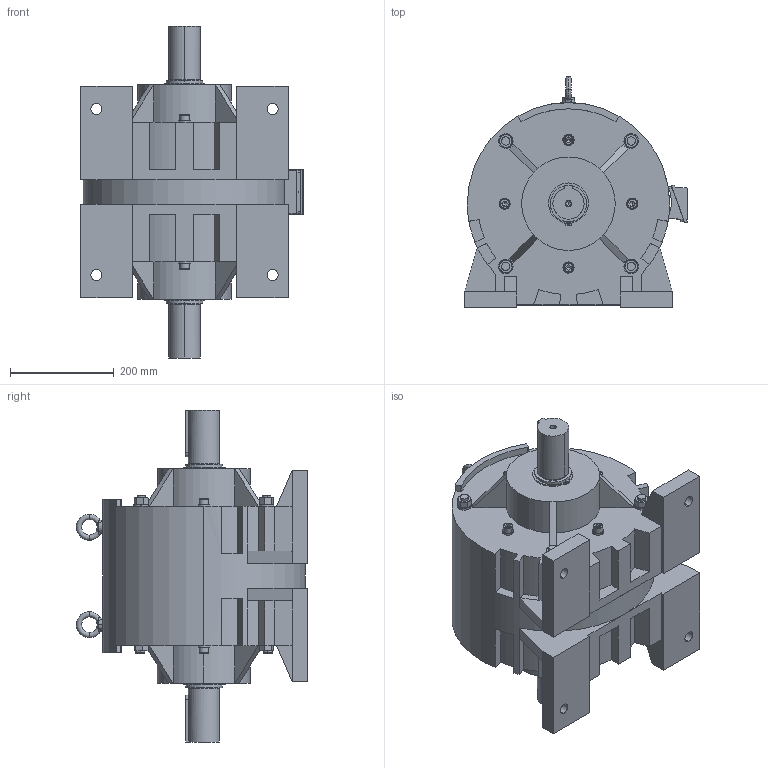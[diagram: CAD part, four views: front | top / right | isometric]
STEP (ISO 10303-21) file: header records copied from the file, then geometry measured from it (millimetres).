
FILE_DESCRIPTION (( 'STEP AP203' ), '1' );
FILE_NAME ('MSU 70.STEP', '2018-03-19T01:47:01', ( '新井重治' ), ( '小倉クラッチ' ), 'SwSTEP 2.0', 'SolidWorks 2009', '' );
FILE_SCHEMA (( 'CONFIG_CONTROL_DESIGN' ));
Length unit declared in the file: millimetre
Products named in the file (1): MSU 70
Bounding box: 429 x 445.9 x 640 mm (x, y, z)
Volume: 39129996 mm3; surface area: 1242536.7 mm2
Topology: 1 solids, 8 shells, 783 faces, 1974 edges, 1228 vertices
Faces by surface type: plane 425, cylinder 250, cone 58, torus 40, bspline 10
Entity records: 28269 total; most frequent: CARTESIAN_POINT 9084, DIRECTION 4136, ORIENTED_EDGE 3908, EDGE_CURVE 1954, AXIS2_PLACEMENT_3D 1538, VERTEX_POINT 1228, VECTOR 1060, LINE 1060
